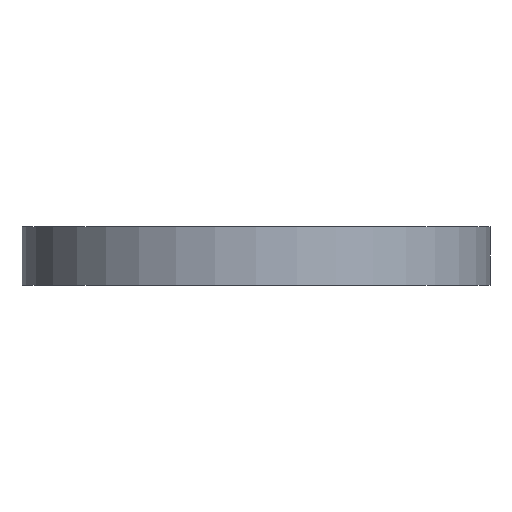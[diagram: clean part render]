
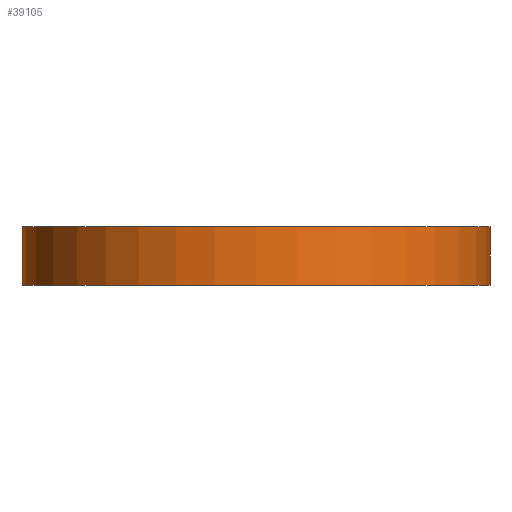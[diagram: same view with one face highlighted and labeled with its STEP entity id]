
A CAD part, front view. The second image highlights one B-rep face of the part: STEP entity #39105.
In plain terms, the highlighted cylindrical face has radius 6.25 mm (diameter 12.5 mm), a full revolution.
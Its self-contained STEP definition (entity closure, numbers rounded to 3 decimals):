
#722 = PLANE('',#723);
#723 = AXIS2_PLACEMENT_3D('',#724,#725,#726);
#724 = CARTESIAN_POINT('',(0.,0.,1.563));
#725 = DIRECTION('',(0.,0.,1.));
#726 = DIRECTION('',(1.,0.,-0.));
#38456 = EDGE_CURVE('',#38457,#38457,#38459,.T.);
#38457 = VERTEX_POINT('',#38458);
#38458 = CARTESIAN_POINT('',(-6.25,0.,1.563));
#38459 = SURFACE_CURVE('',#38460,(#38465,#38472),.PCURVE_S1.);
#38460 = CIRCLE('',#38461,6.25);
#38461 = AXIS2_PLACEMENT_3D('',#38462,#38463,#38464);
#38462 = CARTESIAN_POINT('',(0.,0.,1.563));
#38463 = DIRECTION('',(0.,0.,1.));
#38464 = DIRECTION('',(1.,0.,-0.));
#38465 = PCURVE('',#722,#38466);
#38466 = DEFINITIONAL_REPRESENTATION('',(#38467),#38471);
#38467 = CIRCLE('',#38468,6.25);
#38468 = AXIS2_PLACEMENT_2D('',#38469,#38470);
#38469 = CARTESIAN_POINT('',(0.,0.));
#38470 = DIRECTION('',(1.,0.));
#38471 = ( GEOMETRIC_REPRESENTATION_CONTEXT(2) 
PARAMETRIC_REPRESENTATION_CONTEXT() REPRESENTATION_CONTEXT('2D SPACE',''
  ) );
#38472 = PCURVE('',#38473,#38478);
#38473 = CYLINDRICAL_SURFACE('',#38474,6.25);
#38474 = AXIS2_PLACEMENT_3D('',#38475,#38476,#38477);
#38475 = CARTESIAN_POINT('',(0.,0.,0.));
#38476 = DIRECTION('',(0.,0.,1.));
#38477 = DIRECTION('',(1.,0.,-0.));
#38478 = DEFINITIONAL_REPRESENTATION('',(#38479),#38483);
#38479 = LINE('',#38480,#38481);
#38480 = CARTESIAN_POINT('',(-6.283,1.563));
#38481 = VECTOR('',#38482,1.);
#38482 = DIRECTION('',(1.,0.));
#38483 = ( GEOMETRIC_REPRESENTATION_CONTEXT(2) 
PARAMETRIC_REPRESENTATION_CONTEXT() REPRESENTATION_CONTEXT('2D SPACE',''
  ) );
#39088 = PLANE('',#39089);
#39089 = AXIS2_PLACEMENT_3D('',#39090,#39091,#39092);
#39090 = CARTESIAN_POINT('',(0.,0.,0.));
#39091 = DIRECTION('',(0.,0.,1.));
#39092 = DIRECTION('',(1.,0.,-0.));
#39105 = ADVANCED_FACE('',(#39106),#38473,.T.);
#39106 = FACE_BOUND('',#39107,.T.);
#39107 = EDGE_LOOP('',(#39108,#39109,#39132,#39154));
#39108 = ORIENTED_EDGE('',*,*,#38456,.F.);
#39109 = ORIENTED_EDGE('',*,*,#39110,.T.);
#39110 = EDGE_CURVE('',#38457,#39111,#39113,.T.);
#39111 = VERTEX_POINT('',#39112);
#39112 = CARTESIAN_POINT('',(-6.25,0.,0.));
#39113 = SEAM_CURVE('',#39114,(#39118,#39125),.PCURVE_S1.);
#39114 = LINE('',#39115,#39116);
#39115 = CARTESIAN_POINT('',(-6.25,0.,0.));
#39116 = VECTOR('',#39117,1.);
#39117 = DIRECTION('',(0.,0.,-1.));
#39118 = PCURVE('',#38473,#39119);
#39119 = DEFINITIONAL_REPRESENTATION('',(#39120),#39124);
#39120 = LINE('',#39121,#39122);
#39121 = CARTESIAN_POINT('',(-3.142,0.));
#39122 = VECTOR('',#39123,1.);
#39123 = DIRECTION('',(0.,-1.));
#39124 = ( GEOMETRIC_REPRESENTATION_CONTEXT(2) 
PARAMETRIC_REPRESENTATION_CONTEXT() REPRESENTATION_CONTEXT('2D SPACE',''
  ) );
#39125 = PCURVE('',#38473,#39126);
#39126 = DEFINITIONAL_REPRESENTATION('',(#39127),#39131);
#39127 = LINE('',#39128,#39129);
#39128 = CARTESIAN_POINT('',(3.142,0.));
#39129 = VECTOR('',#39130,1.);
#39130 = DIRECTION('',(0.,-1.));
#39131 = ( GEOMETRIC_REPRESENTATION_CONTEXT(2) 
PARAMETRIC_REPRESENTATION_CONTEXT() REPRESENTATION_CONTEXT('2D SPACE',''
  ) );
#39132 = ORIENTED_EDGE('',*,*,#39133,.T.);
#39133 = EDGE_CURVE('',#39111,#39111,#39134,.T.);
#39134 = SURFACE_CURVE('',#39135,(#39140,#39147),.PCURVE_S1.);
#39135 = CIRCLE('',#39136,6.25);
#39136 = AXIS2_PLACEMENT_3D('',#39137,#39138,#39139);
#39137 = CARTESIAN_POINT('',(0.,0.,0.));
#39138 = DIRECTION('',(0.,0.,1.));
#39139 = DIRECTION('',(1.,0.,-0.));
#39140 = PCURVE('',#38473,#39141);
#39141 = DEFINITIONAL_REPRESENTATION('',(#39142),#39146);
#39142 = LINE('',#39143,#39144);
#39143 = CARTESIAN_POINT('',(-6.283,0.));
#39144 = VECTOR('',#39145,1.);
#39145 = DIRECTION('',(1.,0.));
#39146 = ( GEOMETRIC_REPRESENTATION_CONTEXT(2) 
PARAMETRIC_REPRESENTATION_CONTEXT() REPRESENTATION_CONTEXT('2D SPACE',''
  ) );
#39147 = PCURVE('',#39088,#39148);
#39148 = DEFINITIONAL_REPRESENTATION('',(#39149),#39153);
#39149 = CIRCLE('',#39150,6.25);
#39150 = AXIS2_PLACEMENT_2D('',#39151,#39152);
#39151 = CARTESIAN_POINT('',(0.,0.));
#39152 = DIRECTION('',(1.,0.));
#39153 = ( GEOMETRIC_REPRESENTATION_CONTEXT(2) 
PARAMETRIC_REPRESENTATION_CONTEXT() REPRESENTATION_CONTEXT('2D SPACE',''
  ) );
#39154 = ORIENTED_EDGE('',*,*,#39110,.F.);
